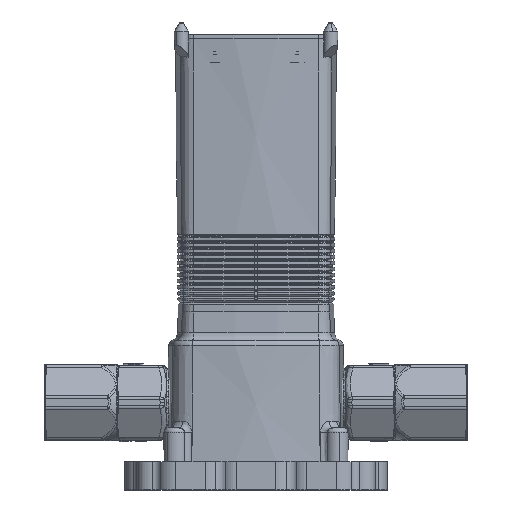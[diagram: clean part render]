
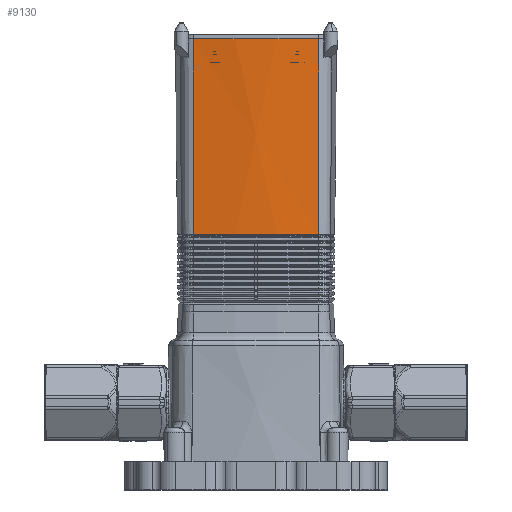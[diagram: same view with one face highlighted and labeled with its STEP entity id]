
A CAD part, front view. The second image highlights one B-rep face of the part: STEP entity #9130.
In plain terms, the highlighted conical face has half-angle 0.5 degrees and reference radius 151.777 mm.
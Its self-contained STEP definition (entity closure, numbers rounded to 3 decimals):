
#428 = ORIENTED_EDGE ( 'NONE', *, *, #59144, .T. ) ;
#6238 = VECTOR ( 'NONE', #53084, 1000. ) ;
#6692 = CARTESIAN_POINT ( 'NONE',  ( 22.161, -126.393, 90.653 ) ) ;
#9130 = ADVANCED_FACE ( 'NONE', ( #70349 ), #68285, .T. ) ;
#9259 = LINE ( 'NONE', #40176, #59923 ) ;
#9698 = ORIENTED_EDGE ( 'NONE', *, *, #59866, .T. ) ;
#12667 = CARTESIAN_POINT ( 'NONE',  ( -22.161, -126.393, 90.653 ) ) ;
#12792 = DIRECTION ( 'NONE',  ( 0., 0., -1. ) ) ;
#13487 = DIRECTION ( 'NONE',  ( 0., 0., 1. ) ) ;
#23284 = EDGE_CURVE ( 'NONE', #43020, #30145, #76606, .T. ) ;
#23304 = CARTESIAN_POINT ( 'NONE',  ( -22.249, -126.992, 160. ) ) ;
#28154 = DIRECTION ( 'NONE',  ( 0., 1., 0. ) ) ;
#30145 = VERTEX_POINT ( 'NONE', #23304 ) ;
#30206 = CARTESIAN_POINT ( 'NONE',  ( 22.249, -126.992, 160. ) ) ;
#35910 = AXIS2_PLACEMENT_3D ( 'NONE', #52343, #12792, #59050 ) ;
#38431 = AXIS2_PLACEMENT_3D ( 'NONE', #53049, #13487, #59744 ) ;
#40176 = CARTESIAN_POINT ( 'NONE',  ( 22.188, -126.574, 111.571 ) ) ;
#40733 = CIRCLE ( 'NONE', #35910, 152.623 ) ;
#42174 = ORIENTED_EDGE ( 'NONE', *, *, #23284, .F. ) ;
#43020 = VERTEX_POINT ( 'NONE', #12667 ) ;
#44153 = VERTEX_POINT ( 'NONE', #6692 ) ;
#46411 = CARTESIAN_POINT ( 'NONE',  ( -22.188, -126.574, 111.571 ) ) ;
#52343 = CARTESIAN_POINT ( 'NONE',  ( 0., 24., 160. ) ) ;
#53049 = CARTESIAN_POINT ( 'NONE',  ( 0., 24., 90.653 ) ) ;
#53084 = DIRECTION ( 'NONE',  ( -0.001, -0.009, 1. ) ) ;
#59050 = DIRECTION ( 'NONE',  ( -0.139, 0.99, 0. ) ) ;
#59144 = EDGE_CURVE ( 'NONE', #43020, #44153, #81803, .T. ) ;
#59744 = DIRECTION ( 'NONE',  ( -0.139, 0.99, 0. ) ) ;
#59866 = EDGE_CURVE ( 'NONE', #44153, #64971, #9259, .T. ) ;
#59923 = VECTOR ( 'NONE', #79626, 1000. ) ;
#62489 = EDGE_LOOP ( 'NONE', ( #42174, #428, #9698, #67070 ) ) ;
#63411 = EDGE_CURVE ( 'NONE', #64971, #30145, #40733, .T. ) ;
#64971 = VERTEX_POINT ( 'NONE', #30206 ) ;
#67070 = ORIENTED_EDGE ( 'NONE', *, *, #63411, .T. ) ;
#68285 = CONICAL_SURFACE ( 'NONE', #81585, 151.777, 0.009 ) ;
#70349 = FACE_OUTER_BOUND ( 'NONE', #62489, .T. ) ;
#74579 = CARTESIAN_POINT ( 'NONE',  ( 0., 24., 63.143 ) ) ;
#76606 = LINE ( 'NONE', #46411, #6238 ) ;
#79626 = DIRECTION ( 'NONE',  ( 0.001, -0.009, 1. ) ) ;
#81217 = DIRECTION ( 'NONE',  ( 0., 0., 1. ) ) ;
#81585 = AXIS2_PLACEMENT_3D ( 'NONE', #74579, #81217, #28154 ) ;
#81803 = CIRCLE ( 'NONE', #38431, 152.017 ) ;
